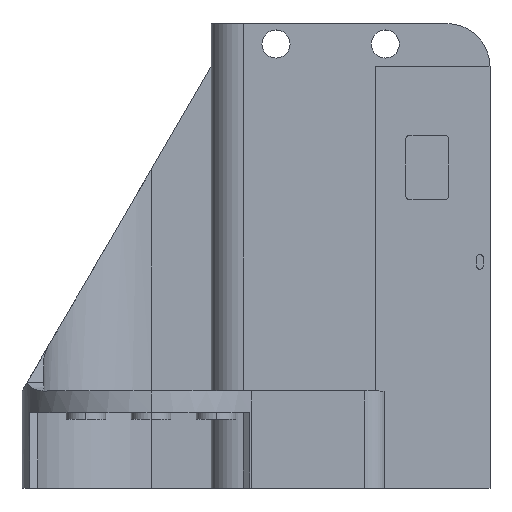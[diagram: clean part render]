
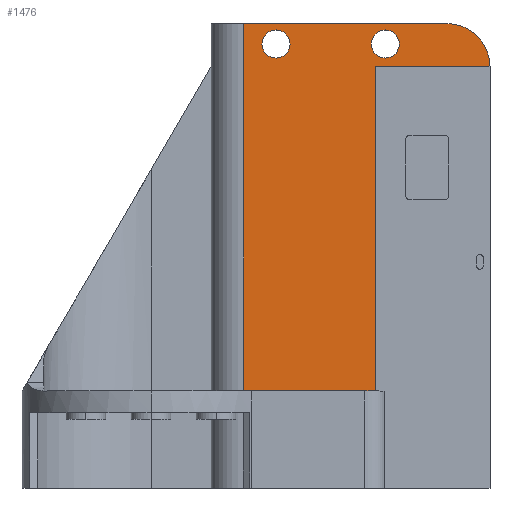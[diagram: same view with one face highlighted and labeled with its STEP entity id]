
A CAD part, top view. The second image highlights one B-rep face of the part: STEP entity #1476.
In plain terms, the highlighted planar face has unit normal (0, 0, 1).
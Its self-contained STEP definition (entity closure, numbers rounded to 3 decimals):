
#7 = DIRECTION ( 'NONE',  ( 1., 0., 0. ) ) ;
#11 = CARTESIAN_POINT ( 'NONE',  ( 52.166, 0., -16.887 ) ) ;
#96 = CARTESIAN_POINT ( 'NONE',  ( 55.666, -2., -16.887 ) ) ;
#102 = CARTESIAN_POINT ( 'NONE',  ( 25.768, 80.697, -16.887 ) ) ;
#104 = VERTEX_POINT ( 'NONE', #1157 ) ;
#135 = CARTESIAN_POINT ( 'NONE',  ( 52.166, 36.66, -16.887 ) ) ;
#181 = DIRECTION ( 'NONE',  ( 0., 0., 1. ) ) ;
#183 = EDGE_CURVE ( 'NONE', #3076, #790, #3025, .T. ) ;
#210 = VERTEX_POINT ( 'NONE', #135 ) ;
#256 = ORIENTED_EDGE ( 'NONE', *, *, #3612, .T. ) ;
#288 = CARTESIAN_POINT ( 'NONE',  ( 57.695, 80.697, -16.887 ) ) ;
#298 = LINE ( 'NONE', #96, #3954 ) ;
#308 = CARTESIAN_POINT ( 'NONE',  ( 32.295, 80.697, -16.887 ) ) ;
#385 = DIRECTION ( 'NONE',  ( 0., 1., 0. ) ) ;
#407 = CARTESIAN_POINT ( 'NONE',  ( 78.766, 75.434, -16.887 ) ) ;
#416 = ORIENTED_EDGE ( 'NONE', *, *, #2591, .F. ) ;
#432 = DIRECTION ( 'NONE',  ( -1., 0., 0. ) ) ;
#447 = FACE_OUTER_BOUND ( 'NONE', #2075, .T. ) ;
#483 = CARTESIAN_POINT ( 'NONE',  ( 55.666, 36.66, -16.887 ) ) ;
#495 = CARTESIAN_POINT ( 'NONE',  ( 54.432, 80.697, -16.887 ) ) ;
#518 = LINE ( 'NONE', #2786, #1816 ) ;
#528 = CARTESIAN_POINT ( 'NONE',  ( 55.666, 56.66, -16.887 ) ) ;
#538 = VECTOR ( 'NONE', #1028, 1000. ) ;
#556 = DIRECTION ( 'NONE',  ( -1., 0., 0. ) ) ;
#605 = DIRECTION ( 'NONE',  ( 1., 0., 0. ) ) ;
#731 = FACE_BOUND ( 'NONE', #1228, .T. ) ;
#790 = VERTEX_POINT ( 'NONE', #102 ) ;
#878 = LINE ( 'NONE', #4164, #4165 ) ;
#954 = LINE ( 'NONE', #4278, #2639 ) ;
#994 = CARTESIAN_POINT ( 'NONE',  ( 51.168, 80.697, -16.887 ) ) ;
#1028 = DIRECTION ( 'NONE',  ( 1., 0., 0. ) ) ;
#1030 = CARTESIAN_POINT ( 'NONE',  ( 52.166, 75.434, -16.887 ) ) ;
#1048 = CIRCLE ( 'NONE', #1749, 3.264 ) ;
#1056 = CARTESIAN_POINT ( 'NONE',  ( 13.948, 0., -16.887 ) ) ;
#1060 = ORIENTED_EDGE ( 'NONE', *, *, #4133, .F. ) ;
#1076 = VERTEX_POINT ( 'NONE', #407 ) ;
#1101 = DIRECTION ( 'NONE',  ( 0., 0., -1. ) ) ;
#1103 = CARTESIAN_POINT ( 'NONE',  ( 68.741, 75.434, -16.887 ) ) ;
#1123 = ORIENTED_EDGE ( 'NONE', *, *, #2042, .F. ) ;
#1157 = CARTESIAN_POINT ( 'NONE',  ( 68.741, 85.459, -16.887 ) ) ;
#1228 = EDGE_LOOP ( 'NONE', ( #3644, #1840 ) ) ;
#1230 = CARTESIAN_POINT ( 'NONE',  ( 29.032, 80.697, -16.887 ) ) ;
#1234 = VERTEX_POINT ( 'NONE', #994 ) ;
#1243 = CARTESIAN_POINT ( 'NONE',  ( 52.166, 56.66, -16.887 ) ) ;
#1393 = AXIS2_PLACEMENT_3D ( 'NONE', #2743, #1101, #2111 ) ;
#1420 = VERTEX_POINT ( 'NONE', #1030 ) ;
#1431 = ORIENTED_EDGE ( 'NONE', *, *, #3136, .F. ) ;
#1460 = CIRCLE ( 'NONE', #2772, 3.264 ) ;
#1476 = ADVANCED_FACE ( 'NONE', ( #731, #2065, #447 ), #3020, .F. ) ;
#1537 = CARTESIAN_POINT ( 'NONE',  ( 21.504, 85.459, -16.887 ) ) ;
#1600 = CARTESIAN_POINT ( 'NONE',  ( 21.504, -10.686, -16.887 ) ) ;
#1623 = VERTEX_POINT ( 'NONE', #1243 ) ;
#1630 = EDGE_CURVE ( 'NONE', #1234, #3069, #1735, .T. ) ;
#1642 = DIRECTION ( 'NONE',  ( 0., 1., 0. ) ) ;
#1658 = EDGE_CURVE ( 'NONE', #3712, #2250, #1662, .T. ) ;
#1662 = LINE ( 'NONE', #1056, #538 ) ;
#1735 = CIRCLE ( 'NONE', #4149, 3.264 ) ;
#1749 = AXIS2_PLACEMENT_3D ( 'NONE', #1230, #3575, #605 ) ;
#1816 = VECTOR ( 'NONE', #3167, 1000. ) ;
#1840 = ORIENTED_EDGE ( 'NONE', *, *, #2238, .F. ) ;
#1872 = VECTOR ( 'NONE', #385, 1000. ) ;
#2042 = EDGE_CURVE ( 'NONE', #3707, #3361, #298, .T. ) ;
#2065 = FACE_BOUND ( 'NONE', #2194, .T. ) ;
#2075 = EDGE_LOOP ( 'NONE', ( #3120, #2152, #1060, #1431, #2528, #256, #3795, #1123, #3571, #3584 ) ) ;
#2111 = DIRECTION ( 'NONE',  ( 0., 1., 0. ) ) ;
#2112 = DIRECTION ( 'NONE',  ( 1., 0., 0. ) ) ;
#2152 = ORIENTED_EDGE ( 'NONE', *, *, #2876, .F. ) ;
#2193 = CARTESIAN_POINT ( 'NONE',  ( 21.504, 0., -16.887 ) ) ;
#2194 = EDGE_LOOP ( 'NONE', ( #416, #2706 ) ) ;
#2229 = DIRECTION ( 'NONE',  ( 1., 0., 0. ) ) ;
#2238 = EDGE_CURVE ( 'NONE', #790, #3076, #1048, .T. ) ;
#2250 = VERTEX_POINT ( 'NONE', #3250 ) ;
#2350 = LINE ( 'NONE', #11, #3810 ) ;
#2429 = DIRECTION ( 'NONE',  ( 0., 0., 1. ) ) ;
#2470 = EDGE_CURVE ( 'NONE', #1623, #1420, #3684, .T. ) ;
#2500 = VERTEX_POINT ( 'NONE', #1537 ) ;
#2528 = ORIENTED_EDGE ( 'NONE', *, *, #1658, .T. ) ;
#2591 = EDGE_CURVE ( 'NONE', #3069, #1234, #1460, .T. ) ;
#2639 = VECTOR ( 'NONE', #7, 1000. ) ;
#2687 = CIRCLE ( 'NONE', #3246, 10.025 ) ;
#2706 = ORIENTED_EDGE ( 'NONE', *, *, #1630, .F. ) ;
#2743 = CARTESIAN_POINT ( 'NONE',  ( 13.948, 0., -16.887 ) ) ;
#2772 = AXIS2_PLACEMENT_3D ( 'NONE', #495, #181, #3441 ) ;
#2786 = CARTESIAN_POINT ( 'NONE',  ( 77.166, 36.66, -16.888 ) ) ;
#2801 = CARTESIAN_POINT ( 'NONE',  ( 78.766, 75.434, -16.887 ) ) ;
#2847 = CARTESIAN_POINT ( 'NONE',  ( 29.032, 80.697, -16.887 ) ) ;
#2876 = EDGE_CURVE ( 'NONE', #104, #1076, #2687, .T. ) ;
#3020 = PLANE ( 'NONE',  #1393 ) ;
#3025 = CIRCLE ( 'NONE', #4079, 3.264 ) ;
#3069 = VERTEX_POINT ( 'NONE', #288 ) ;
#3076 = VERTEX_POINT ( 'NONE', #308 ) ;
#3120 = ORIENTED_EDGE ( 'NONE', *, *, #3405, .T. ) ;
#3136 = EDGE_CURVE ( 'NONE', #3712, #2500, #3214, .T. ) ;
#3137 = CARTESIAN_POINT ( 'NONE',  ( 54.432, 80.697, -16.887 ) ) ;
#3149 = DIRECTION ( 'NONE',  ( 1., 0., 0. ) ) ;
#3167 = DIRECTION ( 'NONE',  ( -1., 0., 0. ) ) ;
#3214 = LINE ( 'NONE', #1600, #3324 ) ;
#3246 = AXIS2_PLACEMENT_3D ( 'NONE', #1103, #3402, #432 ) ;
#3250 = CARTESIAN_POINT ( 'NONE',  ( 52.166, 0., -16.887 ) ) ;
#3306 = EDGE_CURVE ( 'NONE', #3361, #210, #518, .T. ) ;
#3324 = VECTOR ( 'NONE', #1642, 1000. ) ;
#3358 = CARTESIAN_POINT ( 'NONE',  ( 52.166, 0., -16.887 ) ) ;
#3361 = VERTEX_POINT ( 'NONE', #483 ) ;
#3402 = DIRECTION ( 'NONE',  ( 0., 0., -1. ) ) ;
#3405 = EDGE_CURVE ( 'NONE', #1420, #1076, #3756, .T. ) ;
#3441 = DIRECTION ( 'NONE',  ( 1., 0., 0. ) ) ;
#3571 = ORIENTED_EDGE ( 'NONE', *, *, #3796, .T. ) ;
#3575 = DIRECTION ( 'NONE',  ( 0., 0., 1. ) ) ;
#3584 = ORIENTED_EDGE ( 'NONE', *, *, #2470, .T. ) ;
#3612 = EDGE_CURVE ( 'NONE', #2250, #210, #2350, .T. ) ;
#3644 = ORIENTED_EDGE ( 'NONE', *, *, #183, .F. ) ;
#3684 = LINE ( 'NONE', #3358, #1872 ) ;
#3707 = VERTEX_POINT ( 'NONE', #528 ) ;
#3712 = VERTEX_POINT ( 'NONE', #2193 ) ;
#3724 = DIRECTION ( 'NONE',  ( 0., -1., 0. ) ) ;
#3756 = LINE ( 'NONE', #2801, #4032 ) ;
#3795 = ORIENTED_EDGE ( 'NONE', *, *, #3306, .F. ) ;
#3796 = EDGE_CURVE ( 'NONE', #3707, #1623, #878, .T. ) ;
#3810 = VECTOR ( 'NONE', #3963, 1000. ) ;
#3829 = DIRECTION ( 'NONE',  ( 0., 0., 1. ) ) ;
#3954 = VECTOR ( 'NONE', #3724, 1000. ) ;
#3963 = DIRECTION ( 'NONE',  ( 0., 1., 0. ) ) ;
#4032 = VECTOR ( 'NONE', #3149, 1000. ) ;
#4079 = AXIS2_PLACEMENT_3D ( 'NONE', #2847, #2429, #2112 ) ;
#4133 = EDGE_CURVE ( 'NONE', #2500, #104, #954, .T. ) ;
#4149 = AXIS2_PLACEMENT_3D ( 'NONE', #3137, #3829, #2229 ) ;
#4164 = CARTESIAN_POINT ( 'NONE',  ( 77.166, 56.66, -16.888 ) ) ;
#4165 = VECTOR ( 'NONE', #556, 1000. ) ;
#4278 = CARTESIAN_POINT ( 'NONE',  ( 78.766, 85.459, -16.887 ) ) ;
